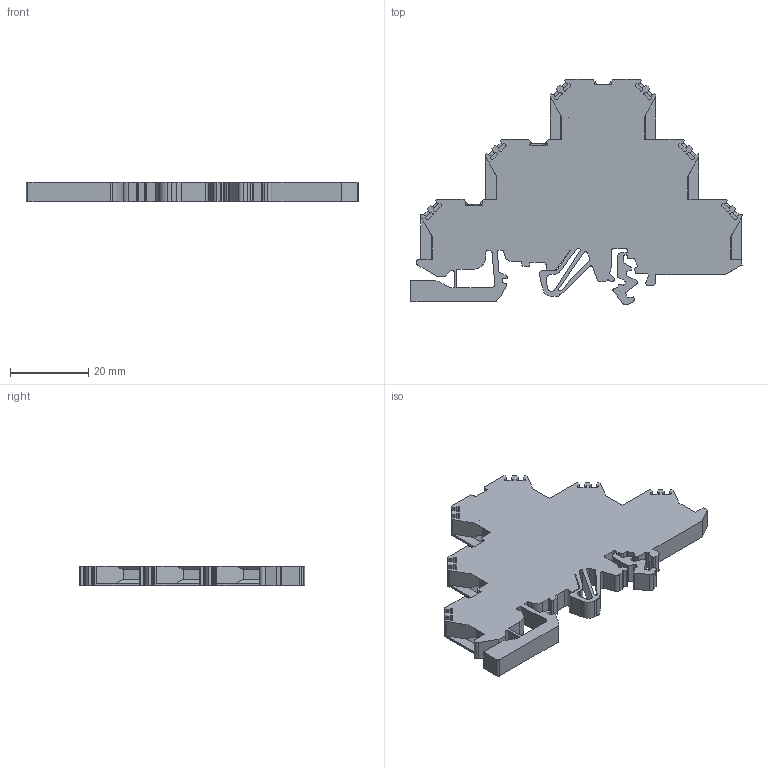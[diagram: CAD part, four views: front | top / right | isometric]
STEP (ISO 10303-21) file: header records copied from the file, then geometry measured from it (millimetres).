
FILE_DESCRIPTION(/* description */ (''),/* implementation_level */ '2;1');
FILE_NAME(/* name */ '2268_IKD25_Q_iso.stp',/* time_stamp */ '2011-07-27T10:27:37+02:00',/* author */ (''),/* organization */ (''),/* preprocessor_version */ 'ST-DEVELOPER v11',/* originating_system */ 'SIEMENS UGS NX 6.0',/* authorisation */ '');
FILE_SCHEMA (('CONFIG_CONTROL_DESIGN'));
Length unit declared in the file: millimetre
Products named in the file (2): ikd; 2268_IKD25_Q_iso
Assembly tree (1 placements, depth 2):
  2268_IKD25_Q_iso
    ikd
Bounding box: 84.8 x 57.65 x 5.08 mm (x, y, z)
Surface area: 8649.3 mm2 (no closed solid volume)
Topology: 0 solids, 1 shells, 574 faces, 1720 edges, 1155 vertices
Faces by surface type: plane 415, cylinder 111, bspline 48
Entity records: 20734 total; most frequent: CARTESIAN_POINT 5718, ORIENTED_EDGE 3458, DIRECTION 2614, EDGE_CURVE 1729, VERTEX_POINT 1173, LINE 1118, VECTOR 1118, AXIS2_PLACEMENT_3D 748
